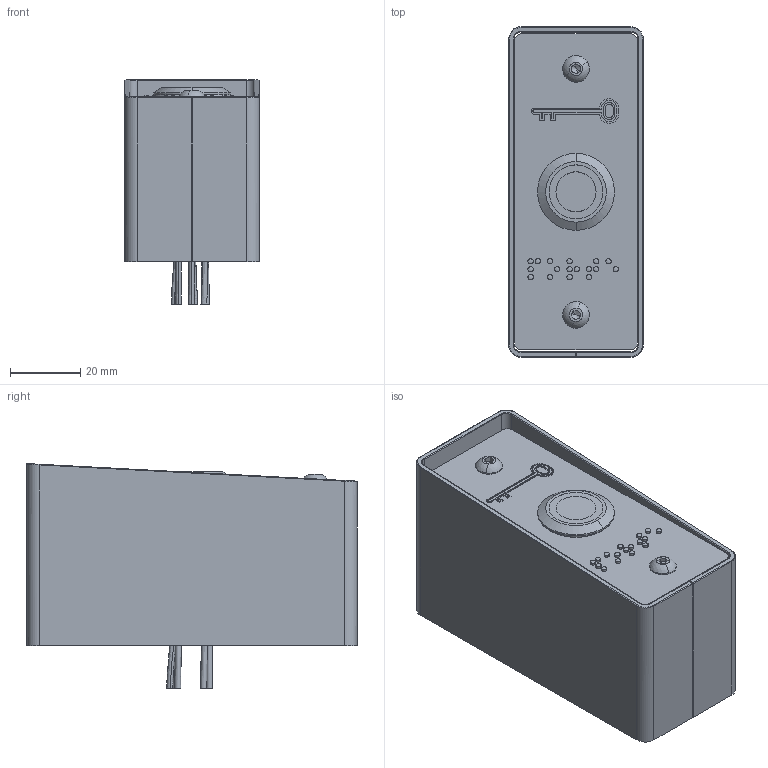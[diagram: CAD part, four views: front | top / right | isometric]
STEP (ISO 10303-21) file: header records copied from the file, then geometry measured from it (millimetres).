
FILE_DESCRIPTION (( 'STEP AP214' ), '1' );
FILE_NAME ('PB19_BAP.STEP', '2021-07-05T06:39:42', ( '' ), ( '' ), 'SwSTEP 2.0', 'SolidWorks 2020', '' );
FILE_SCHEMA (( 'AUTOMOTIVE_DESIGN' ));
Length unit declared in the file: millimetre
Products named in the file (17): BP-BOUTON POUSSOIR INOX_PB19NO+NC B12; PB19_PB19NO+NC_B12_6FS; BP-BOITIER CASQUETTE MODIF; PB19NO+NC_SB_PB19NO+NC_B12_6FSB; PA0077-ZIP PLASTIC BAG FOR SCREWS; PB19_BAP; BP-FOND BOITIER MODIF; BP-JOINT_COMPRESSE; MP0420-PHBI1 BOX ASSEMBLY; PA0112-CARTON BOX^PBHI1; FILS^PB19_6 FILS; SB0057-SCREW BAG FOR PBHI1; BP-ECROU; LB0096-LABEL^PBHI1; ISO 7380 - M4 x 8 --- 8S_ISO 7380 - M4 x 8 --- 8S; PBHI1_BOM PBHI1; BP-FACADE MODIF_MP0504-MARQUAGE BRAILLE PORTE + CLE
Assembly tree (14 placements, depth 4):
  PA0077-ZIP PLASTIC BAG FOR SCREWS
  PB19_BAP
    PBHI1_BOM PBHI1
      MP0420-PHBI1 BOX ASSEMBLY
        BP-FOND BOITIER MODIF
        BP-BOITIER CASQUETTE MODIF
      SB0057-SCREW BAG FOR PBHI1
        ISO 7380 - M4 x 8 --- 8S_ISO 7380 - M4 x 8 --- 8S  x2
    PB19NO+NC_SB_PB19NO+NC_B12_6FSB
      BP-FACADE MODIF_MP0504-MARQUAGE BRAILLE PORTE + CLE
      PB19_PB19NO+NC_B12_6FS
        BP-BOUTON POUSSOIR INOX_PB19NO+NC B12
        BP-ECROU
        BP-JOINT_COMPRESSE
        FILS^PB19_6 FILS
  PA0112-CARTON BOX^PBHI1
  LB0096-LABEL^PBHI1
Bounding box: 38.3 x 94 x 63.99 mm (x, y, z)
Volume: 41125.6 mm3; surface area: 53003.5 mm2
Topology: 20 solids, 20 shells, 861 faces, 2202 edges, 1434 vertices
Faces by surface type: bspline 339, plane 230, cylinder 180, cone 96, torus 12, sphere 4
Entity records: 65351 total; most frequent: CARTESIAN_POINT 44900, ORIENTED_EDGE 3964, DIRECTION 2678, EDGE_CURVE 1982, VERTEX_POINT 1297, AXIS2_PLACEMENT_3D 937, EDGE_LOOP 877, LINE 804
